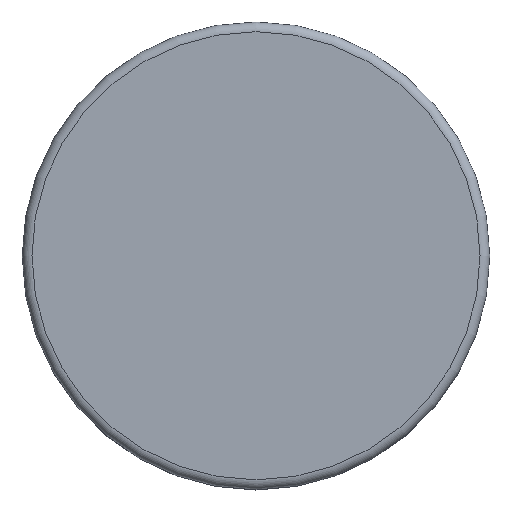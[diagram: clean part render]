
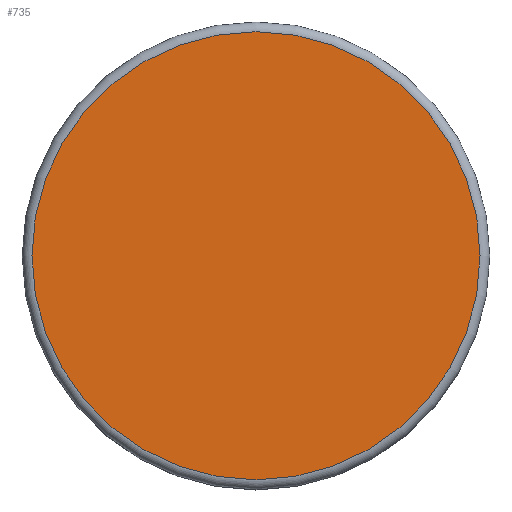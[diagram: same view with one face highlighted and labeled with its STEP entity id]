
A CAD part, top view. The second image highlights one B-rep face of the part: STEP entity #735.
In plain terms, the highlighted planar face has unit normal (0, 0, 1).
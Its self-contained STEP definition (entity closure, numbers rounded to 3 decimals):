
#714 = VERTEX_POINT('',#715);
#715 = CARTESIAN_POINT('',(11.5,-2.,13.5));
#724 = EDGE_CURVE('',#714,#714,#725,.T.);
#725 = CIRCLE('',#726,11.5);
#726 = AXIS2_PLACEMENT_3D('',#727,#728,#729);
#727 = CARTESIAN_POINT('',(0.,-2.,13.5));
#728 = DIRECTION('',(0.,0.,1.));
#729 = DIRECTION('',(1.,0.,0.));
#735 = ADVANCED_FACE('',(#736),#739,.T.);
#736 = FACE_BOUND('',#737,.T.);
#737 = EDGE_LOOP('',(#738));
#738 = ORIENTED_EDGE('',*,*,#724,.T.);
#739 = PLANE('',#740);
#740 = AXIS2_PLACEMENT_3D('',#741,#742,#743);
#741 = CARTESIAN_POINT('',(0.,-2.,13.5));
#742 = DIRECTION('',(0.,0.,1.));
#743 = DIRECTION('',(1.,0.,0.));
